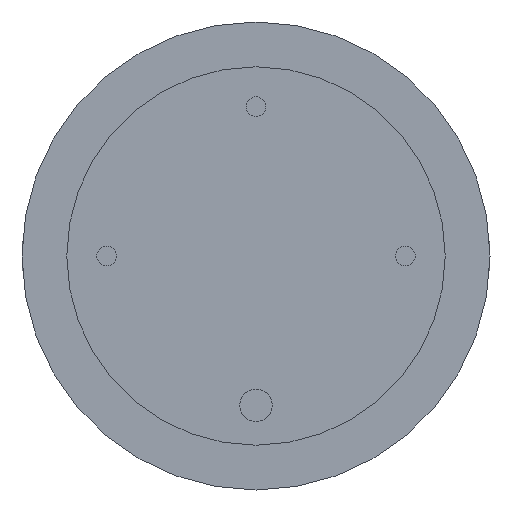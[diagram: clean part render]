
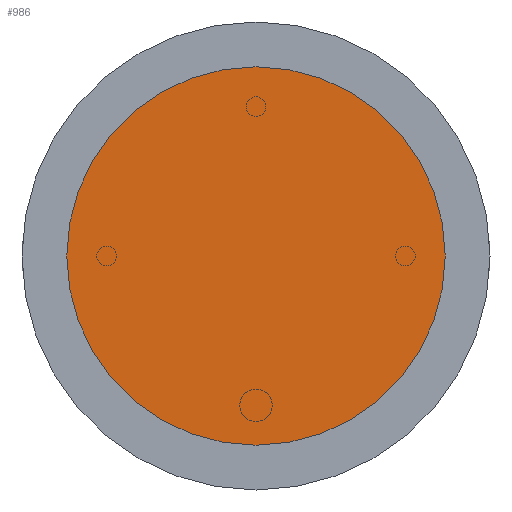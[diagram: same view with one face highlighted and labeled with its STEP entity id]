
A CAD part, front view. The second image highlights one B-rep face of the part: STEP entity #986.
In plain terms, the highlighted planar face has unit normal (0, -1, 0).
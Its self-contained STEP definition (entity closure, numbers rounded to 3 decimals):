
#101 = DIRECTION ( 'NONE',  ( 0., 0., 1. ) ) ;
#161 = DIRECTION ( 'NONE',  ( 0., 0., 1. ) ) ;
#340 = CIRCLE ( 'NONE', #1665, 38. ) ;
#479 = EDGE_CURVE ( 'NONE', #3057, #559, #340, .T. ) ;
#559 = VERTEX_POINT ( 'NONE', #1458 ) ;
#697 = ORIENTED_EDGE ( 'NONE', *, *, #479, .F. ) ;
#701 = CIRCLE ( 'NONE', #2105, 38. ) ;
#849 = DIRECTION ( 'NONE',  ( 0., 1., 0. ) ) ;
#900 = DIRECTION ( 'NONE',  ( 0., 0., 1. ) ) ;
#918 = DIRECTION ( 'NONE',  ( 0., 1., 0. ) ) ;
#986 = ADVANCED_FACE ( 'NONE', ( #2450 ), #2494, .F. ) ;
#1177 = CARTESIAN_POINT ( 'NONE',  ( 0., 0., 0. ) ) ;
#1458 = CARTESIAN_POINT ( 'NONE',  ( 0., 0., 38. ) ) ;
#1665 = AXIS2_PLACEMENT_3D ( 'NONE', #3245, #849, #101 ) ;
#1720 = CARTESIAN_POINT ( 'NONE',  ( 0., 0., -38. ) ) ;
#1768 = ORIENTED_EDGE ( 'NONE', *, *, #3054, .F. ) ;
#1920 = AXIS2_PLACEMENT_3D ( 'NONE', #1177, #918, #900 ) ;
#2105 = AXIS2_PLACEMENT_3D ( 'NONE', #2467, #2518, #161 ) ;
#2150 = EDGE_LOOP ( 'NONE', ( #697, #1768 ) ) ;
#2450 = FACE_OUTER_BOUND ( 'NONE', #2150, .T. ) ;
#2467 = CARTESIAN_POINT ( 'NONE',  ( 0., 0., 0. ) ) ;
#2494 = PLANE ( 'NONE',  #1920 ) ;
#2518 = DIRECTION ( 'NONE',  ( 0., 1., 0. ) ) ;
#3054 = EDGE_CURVE ( 'NONE', #559, #3057, #701, .T. ) ;
#3057 = VERTEX_POINT ( 'NONE', #1720 ) ;
#3245 = CARTESIAN_POINT ( 'NONE',  ( 0., 0., 0. ) ) ;
